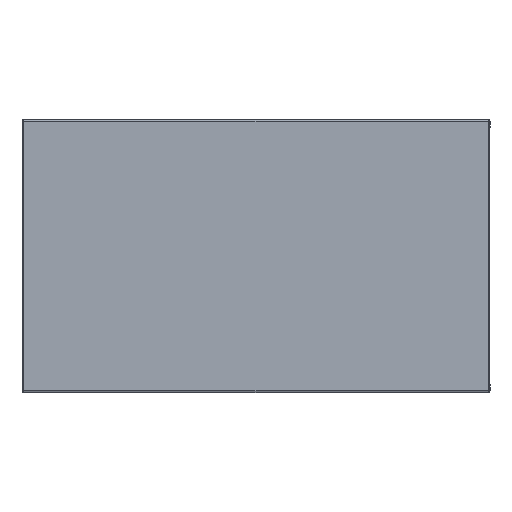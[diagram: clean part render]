
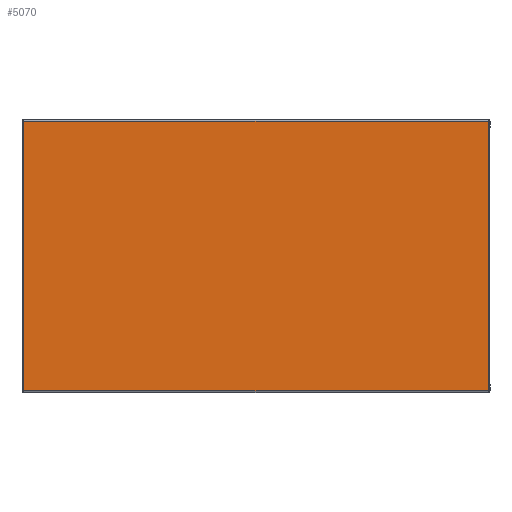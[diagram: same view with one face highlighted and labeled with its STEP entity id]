
A CAD part, left-side view. The second image highlights one B-rep face of the part: STEP entity #5070.
In plain terms, the highlighted planar face has unit normal (-1, 0, 0).
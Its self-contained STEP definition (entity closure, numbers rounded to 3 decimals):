
#32 = VECTOR ( 'NONE', #3135, 1000. ) ;
#108 = DIRECTION ( 'NONE',  ( 1., 0., 0. ) ) ;
#303 = AXIS2_PLACEMENT_3D ( 'NONE', #2737, #108, #3168 ) ;
#514 = CARTESIAN_POINT ( 'NONE',  ( -1., -0.595, 0.695 ) ) ;
#564 = DIRECTION ( 'NONE',  ( 0., 1., 0. ) ) ;
#731 = VECTOR ( 'NONE', #1601, 1000. ) ;
#741 = ORIENTED_EDGE ( 'NONE', *, *, #3635, .T. ) ;
#799 = EDGE_LOOP ( 'NONE', ( #2323, #5428, #5140, #741 ) ) ;
#985 = PLANE ( 'NONE',  #303 ) ;
#989 = VERTEX_POINT ( 'NONE', #514 ) ;
#1063 = VERTEX_POINT ( 'NONE', #4926 ) ;
#1203 = LINE ( 'NONE', #4442, #32 ) ;
#1400 = DIRECTION ( 'NONE',  ( 0., 0., 1. ) ) ;
#1572 = VERTEX_POINT ( 'NONE', #2484 ) ;
#1601 = DIRECTION ( 'NONE',  ( 0., -1., 0. ) ) ;
#1826 = CARTESIAN_POINT ( 'NONE',  ( -1., -0.6, 0.695 ) ) ;
#2105 = EDGE_CURVE ( 'NONE', #989, #2346, #3806, .T. ) ;
#2323 = ORIENTED_EDGE ( 'NONE', *, *, #2105, .T. ) ;
#2346 = VERTEX_POINT ( 'NONE', #3084 ) ;
#2484 = CARTESIAN_POINT ( 'NONE',  ( -1., 0.595, 0.005 ) ) ;
#2568 = EDGE_CURVE ( 'NONE', #2346, #1572, #1203, .T. ) ;
#2737 = CARTESIAN_POINT ( 'NONE',  ( -1., -0.6, 0.02 ) ) ;
#3084 = CARTESIAN_POINT ( 'NONE',  ( -1., 0.595, 0.695 ) ) ;
#3135 = DIRECTION ( 'NONE',  ( 0., 0., -1. ) ) ;
#3168 = DIRECTION ( 'NONE',  ( 0., 0., -1. ) ) ;
#3202 = LINE ( 'NONE', #4907, #5511 ) ;
#3353 = CARTESIAN_POINT ( 'NONE',  ( -1., -0.6, 0.005 ) ) ;
#3635 = EDGE_CURVE ( 'NONE', #1063, #989, #3202, .T. ) ;
#3675 = VECTOR ( 'NONE', #564, 1000. ) ;
#3806 = LINE ( 'NONE', #1826, #3675 ) ;
#3907 = FACE_OUTER_BOUND ( 'NONE', #799, .T. ) ;
#4205 = LINE ( 'NONE', #3353, #731 ) ;
#4309 = EDGE_CURVE ( 'NONE', #1572, #1063, #4205, .T. ) ;
#4442 = CARTESIAN_POINT ( 'NONE',  ( -1., 0.595, 0.02 ) ) ;
#4907 = CARTESIAN_POINT ( 'NONE',  ( -1., -0.595, 0.02 ) ) ;
#4926 = CARTESIAN_POINT ( 'NONE',  ( -1., -0.595, 0.005 ) ) ;
#5070 = ADVANCED_FACE ( 'NONE', ( #3907 ), #985, .F. ) ;
#5140 = ORIENTED_EDGE ( 'NONE', *, *, #4309, .T. ) ;
#5428 = ORIENTED_EDGE ( 'NONE', *, *, #2568, .T. ) ;
#5511 = VECTOR ( 'NONE', #1400, 1000. ) ;
